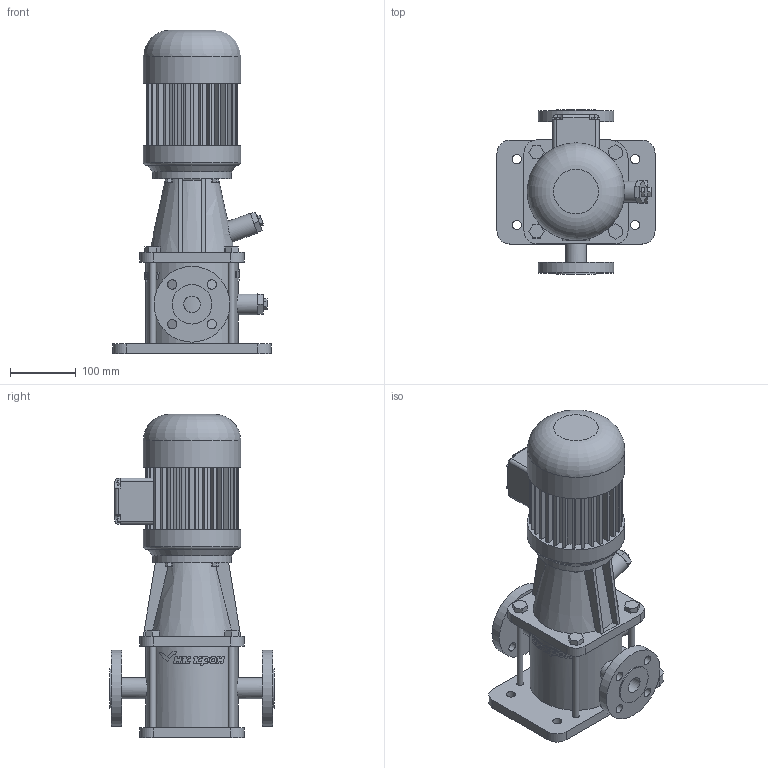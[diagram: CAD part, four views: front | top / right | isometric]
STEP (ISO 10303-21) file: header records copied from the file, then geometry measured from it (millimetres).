
FILE_DESCRIPTION(('STEP AP203'), '1');
FILE_NAME('曶笴 岈5-2', '', ('UNSPECIFIED'), ('UNSPECIFIED'), 'C3D Converter', 'C3D Toolkit', '');
FILE_SCHEMA(('CONFIG_CONTROL_DESIGN'));
Length unit declared in the file: millimetre
Bounding box: 240 x 250 x 491 mm (x, y, z)
Volume: 7761995.8 mm3; surface area: 494018.4 mm2
Topology: 1 solids, 1 shells, 496 faces, 1404 edges, 955 vertices
Faces by surface type: plane 338, cylinder 141, bspline 10, cone 5, torus 2
Full cylindrical faces by diameter (mm): 10 x4, 14 x12, 25 x2, 32 x4, 60 x2, 115 x2, 120 x1, 140 x1, 148 x2
Entity records: 23935 total; most frequent: CARTESIAN_POINT 7446, ORIENTED_EDGE 2580, DIRECTION 2481, EDGE_CURVE 1290, VERTEX_POINT 871, AXIS2_PLACEMENT_3D 831, LINE 819, VECTOR 819
